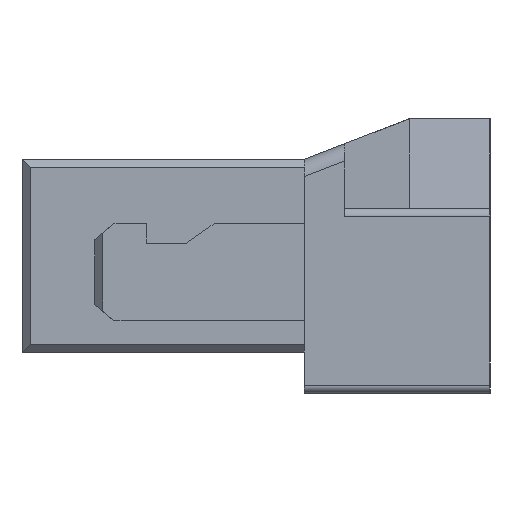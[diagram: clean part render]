
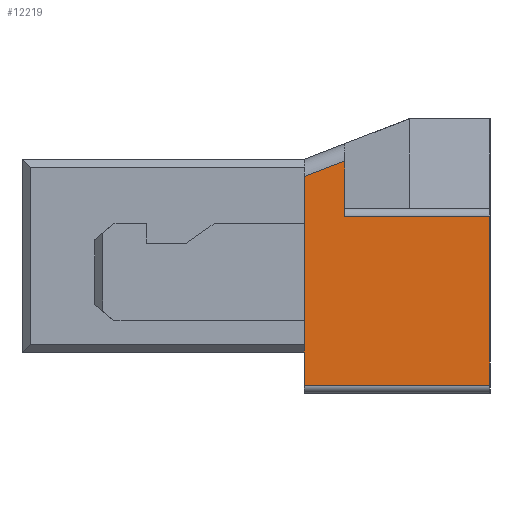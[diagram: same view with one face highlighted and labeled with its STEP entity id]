
A CAD part, left-side view. The second image highlights one B-rep face of the part: STEP entity #12219.
In plain terms, the highlighted planar face has unit normal (-1, 0, 0).
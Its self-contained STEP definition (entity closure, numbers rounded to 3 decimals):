
#2300=ORIENTED_EDGE('',*,*,#5311,.T.);
#2301=ORIENTED_EDGE('',*,*,#5312,.T.);
#2302=ORIENTED_EDGE('',*,*,#4957,.T.);
#2303=ORIENTED_EDGE('',*,*,#4962,.T.);
#2304=ORIENTED_EDGE('',*,*,#5313,.T.);
#2305=ORIENTED_EDGE('',*,*,#5310,.T.);
#4957=EDGE_CURVE('',#6607,#6606,#7915,.T.);
#4962=EDGE_CURVE('',#6606,#6610,#7918,.T.);
#5310=EDGE_CURVE('',#6789,#6790,#8198,.T.);
#5311=EDGE_CURVE('',#6790,#6791,#8199,.T.);
#5312=EDGE_CURVE('',#6791,#6607,#8200,.F.);
#5313=EDGE_CURVE('',#6610,#6789,#8201,.T.);
#6606=VERTEX_POINT('',#18371);
#6607=VERTEX_POINT('',#18373);
#6610=VERTEX_POINT('',#18381);
#6789=VERTEX_POINT('',#19068);
#6790=VERTEX_POINT('',#19070);
#6791=VERTEX_POINT('',#19074);
#7915=LINE('',#18372,#9484);
#7918=LINE('',#18382,#9487);
#8198=LINE('',#19071,#9767);
#8199=LINE('',#19073,#9768);
#8200=LINE('',#19075,#9769);
#8201=LINE('',#19076,#9770);
#9484=VECTOR('',#14633,1000.);
#9487=VECTOR('',#14642,1000.);
#9767=VECTOR('',#15380,1000.);
#9768=VECTOR('',#15383,1000.);
#9769=VECTOR('',#15384,1000.);
#9770=VECTOR('',#15385,1000.);
#10529=EDGE_LOOP('',(#2300,#2301,#2302,#2303,#2304,#2305));
#11128=FACE_BOUND('',#10529,.T.);
#11666=PLANE('',#12984);
#12219=ADVANCED_FACE('',(#11128),#11666,.F.);
#12984=AXIS2_PLACEMENT_3D('',#19072,#15381,#15382);
#14633=DIRECTION('',(0.,0.,1.));
#14642=DIRECTION('',(0.,0.933,-0.359));
#15380=DIRECTION('',(0.,-1.,0.));
#15381=DIRECTION('',(1.,0.,0.));
#15382=DIRECTION('',(0.,0.,-1.));
#15383=DIRECTION('',(0.,0.,1.));
#15384=DIRECTION('',(0.,-1.,0.));
#15385=DIRECTION('',(0.,0.,-1.));
#18371=CARTESIAN_POINT('',(-3.6,0.9,0.589));
#18372=CARTESIAN_POINT('',(-3.6,0.9,0.296));
#18373=CARTESIAN_POINT('',(-3.6,0.9,0.246));
#18381=CARTESIAN_POINT('',(-3.6,1.15,0.493));
#18382=CARTESIAN_POINT('',(-3.6,3.124,-0.267));
#19068=CARTESIAN_POINT('',(-3.6,1.15,-0.8));
#19070=CARTESIAN_POINT('',(-3.6,0.,-0.8));
#19071=CARTESIAN_POINT('',(-3.6,2.9,-0.8));
#19072=CARTESIAN_POINT('',(-3.6,2.9,-0.85));
#19073=CARTESIAN_POINT('',(-3.6,0.,-0.85));
#19074=CARTESIAN_POINT('',(-3.6,0.,0.246));
#19075=CARTESIAN_POINT('',(-3.6,2.9,0.246));
#19076=CARTESIAN_POINT('',(-3.6,1.15,-0.85));
